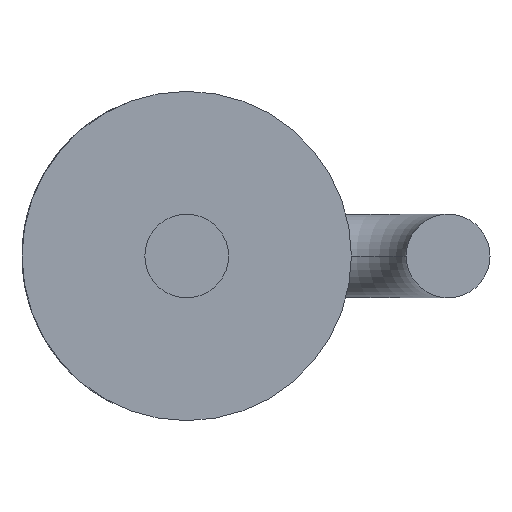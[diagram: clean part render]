
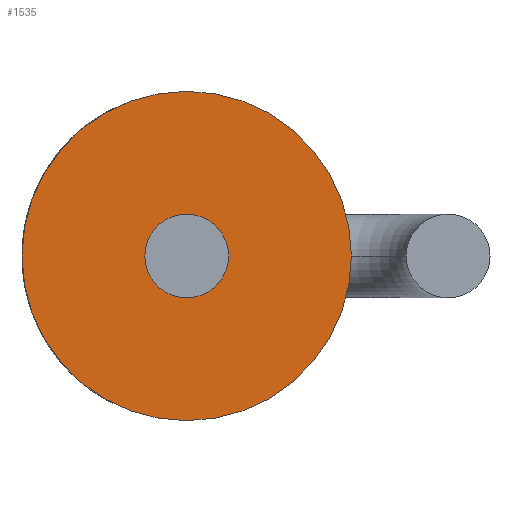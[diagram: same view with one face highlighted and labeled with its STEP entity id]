
A CAD part, front view. The second image highlights one B-rep face of the part: STEP entity #1535.
In plain terms, the highlighted planar face has unit normal (0, -1, 0).
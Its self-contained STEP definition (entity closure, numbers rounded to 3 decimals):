
#36 = DIRECTION ( 'NONE',  ( 0., 0., 1. ) ) ;
#53 = PLANE ( 'NONE',  #193 ) ;
#122 = EDGE_CURVE ( 'NONE', #1709, #1200, #3029, .T. ) ;
#183 = AXIS2_PLACEMENT_3D ( 'NONE', #771, #2137, #2822 ) ;
#193 = AXIS2_PLACEMENT_3D ( 'NONE', #1720, #1766, #3798 ) ;
#286 = VERTEX_POINT ( 'NONE', #4361 ) ;
#290 = EDGE_CURVE ( 'NONE', #286, #3520, #2005, .T. ) ;
#313 = DIRECTION ( 'NONE',  ( 0., -1., 0. ) ) ;
#395 = CIRCLE ( 'NONE', #183, 2.4 ) ;
#585 = CARTESIAN_POINT ( 'NONE',  ( 0.61, 2., 0. ) ) ;
#631 = ORIENTED_EDGE ( 'NONE', *, *, #3102, .F. ) ;
#771 = CARTESIAN_POINT ( 'NONE',  ( 0., 2., 0. ) ) ;
#776 = CARTESIAN_POINT ( 'NONE',  ( 0., 2., 0. ) ) ;
#979 = CARTESIAN_POINT ( 'NONE',  ( 0., 2., 0. ) ) ;
#1010 = EDGE_LOOP ( 'NONE', ( #631, #2525 ) ) ;
#1099 = AXIS2_PLACEMENT_3D ( 'NONE', #776, #3075, #36 ) ;
#1200 = VERTEX_POINT ( 'NONE', #1671 ) ;
#1365 = FACE_BOUND ( 'NONE', #1010, .T. ) ;
#1535 = ADVANCED_FACE ( 'NONE', ( #1365, #4108 ), #53, .F. ) ;
#1668 = DIRECTION ( 'NONE',  ( 0., 0., 1. ) ) ;
#1671 = CARTESIAN_POINT ( 'NONE',  ( 0., 2., 2.4 ) ) ;
#1709 = VERTEX_POINT ( 'NONE', #2987 ) ;
#1720 = CARTESIAN_POINT ( 'NONE',  ( 0., 2., 0. ) ) ;
#1766 = DIRECTION ( 'NONE',  ( 0., 1., 0. ) ) ;
#2005 = CIRCLE ( 'NONE', #2854, 0.61 ) ;
#2137 = DIRECTION ( 'NONE',  ( 0., 1., 0. ) ) ;
#2348 = DIRECTION ( 'NONE',  ( 0., 0., 1. ) ) ;
#2386 = AXIS2_PLACEMENT_3D ( 'NONE', #979, #3736, #2348 ) ;
#2525 = ORIENTED_EDGE ( 'NONE', *, *, #290, .F. ) ;
#2690 = EDGE_LOOP ( 'NONE', ( #3285, #4261 ) ) ;
#2735 = CIRCLE ( 'NONE', #2386, 0.61 ) ;
#2822 = DIRECTION ( 'NONE',  ( 0., 0., 1. ) ) ;
#2854 = AXIS2_PLACEMENT_3D ( 'NONE', #3378, #313, #1668 ) ;
#2987 = CARTESIAN_POINT ( 'NONE',  ( 0., 2., -2.4 ) ) ;
#3029 = CIRCLE ( 'NONE', #1099, 2.4 ) ;
#3075 = DIRECTION ( 'NONE',  ( 0., 1., 0. ) ) ;
#3102 = EDGE_CURVE ( 'NONE', #3520, #286, #2735, .T. ) ;
#3285 = ORIENTED_EDGE ( 'NONE', *, *, #122, .F. ) ;
#3378 = CARTESIAN_POINT ( 'NONE',  ( 0., 2., 0. ) ) ;
#3520 = VERTEX_POINT ( 'NONE', #585 ) ;
#3736 = DIRECTION ( 'NONE',  ( 0., -1., 0. ) ) ;
#3798 = DIRECTION ( 'NONE',  ( 0., 0., 1. ) ) ;
#4108 = FACE_OUTER_BOUND ( 'NONE', #2690, .T. ) ;
#4261 = ORIENTED_EDGE ( 'NONE', *, *, #4265, .F. ) ;
#4265 = EDGE_CURVE ( 'NONE', #1200, #1709, #395, .T. ) ;
#4361 = CARTESIAN_POINT ( 'NONE',  ( -0.61, 2., 0. ) ) ;
